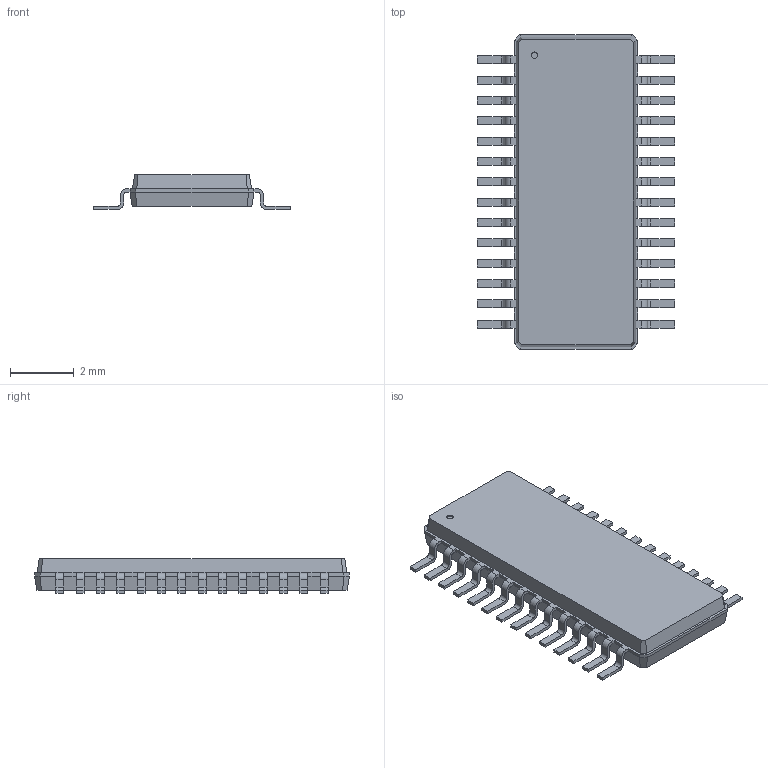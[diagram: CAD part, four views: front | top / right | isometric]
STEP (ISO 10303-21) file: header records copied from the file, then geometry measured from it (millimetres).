
FILE_DESCRIPTION(/* description */ ('model of SSOP-28_3.9x9.9mm_P0.635mm'),/* implementation_level */ '2;1');
FILE_NAME(/* name */ 'SSOP-28_3.9x9.9mm_P0.635mm.step',/* time_stamp */ '2018-11-03T20:40:17',/* author */ ('kicad StepUp','ksu'),/* organization */ ('FreeCAD'),/* preprocessor_version */ 'OCC',/* originating_system */ 'kicad StepUp',/* authorisation */ '');
FILE_SCHEMA(('AUTOMOTIVE_DESIGN { 1 0 10303 214 1 1 1 1 }'));
Length unit declared in the file: millimetre
Products named in the file (1): SSOP_28_39x99mm_P0635mm
Bounding box: 6.2 x 9.9 x 1.1 mm (x, y, z)
Volume: 37.9 mm3; surface area: 131.2 mm2
Topology: 1 solids, 1 shells, 456 faces, 1223 edges, 770 vertices
Faces by surface type: plane 291, cylinder 113, bspline 52
Full cylindrical faces by diameter (mm): 0.2 x1
Entity records: 9035 total; most frequent: ORIENTED_EDGE 2094, EDGE_CURVE 1223, CARTESIAN_POINT 1053, VERTEX_POINT 770, LINE 769, AXIS2_PLACEMENT_3D 560, FACE_BOUND 457, EDGE_LOOP 457
